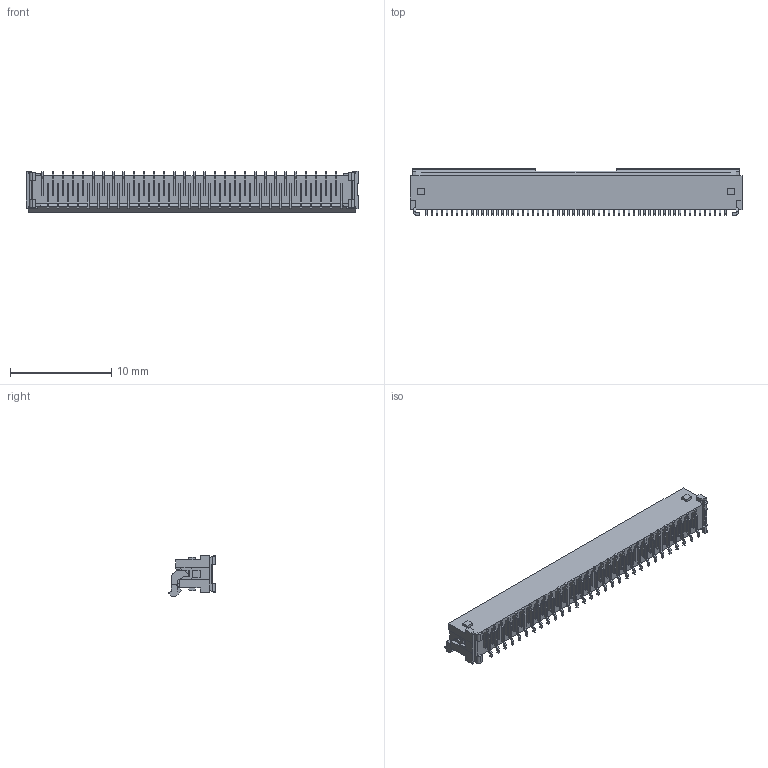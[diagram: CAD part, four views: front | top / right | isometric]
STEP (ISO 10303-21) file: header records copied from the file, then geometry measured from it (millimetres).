
FILE_DESCRIPTION((''),'2;1');
FILE_NAME('5019516010','2019-06-27T',('gga'),(''),'PRO/ENGINEER BY PARAMETRIC TECHNOLOGY CORPORATION, 2016010','PRO/ENGINEER BY PARAMETRIC TECHNOLOGY CORPORATION, 2016010','');
FILE_SCHEMA(('CONFIG_CONTROL_DESIGN'));
Length unit declared in the file: millimetre
Products named in the file (1): 5019516010
Bounding box: 32.8 x 4.6 x 4.13 mm (x, y, z)
Volume: 295.4 mm3; surface area: 922.9 mm2
Topology: 1 solids, 1 shells, 1845 faces, 6157 edges, 4158 vertices
Faces by surface type: plane 1671, cylinder 174
Entity records: 66186 total; most frequent: CARTESIAN_POINT 11905, ORIENTED_EDGE 11802, DIRECTION 10201, EDGE_CURVE 5901, VECTOR 5805, LINE 5805, VERTEX_POINT 3902, AXIS2_PLACEMENT_3D 2198
